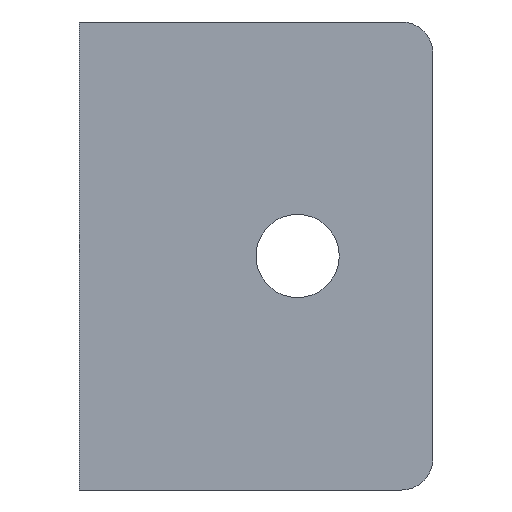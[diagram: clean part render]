
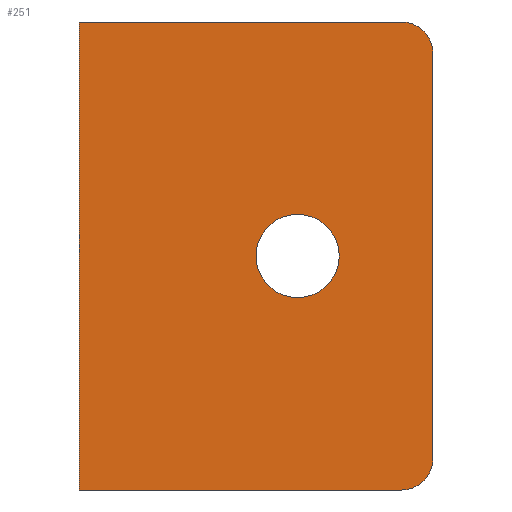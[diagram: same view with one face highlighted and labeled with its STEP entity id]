
A CAD part, left-side view. The second image highlights one B-rep face of the part: STEP entity #251.
In plain terms, the highlighted planar face has unit normal (-1, 0, 0).
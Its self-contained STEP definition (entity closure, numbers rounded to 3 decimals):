
#17=FACE_BOUND('',#51,.T.);
#24=PLANE('',#284);
#33=FACE_OUTER_BOUND('',#50,.T.);
#50=EDGE_LOOP('',(#186,#187,#188,#189,#190,#191));
#51=EDGE_LOOP('',(#192));
#71=LINE('',#398,#90);
#74=LINE('',#408,#93);
#75=LINE('',#410,#94);
#76=LINE('',#412,#95);
#90=VECTOR('',#319,10.);
#93=VECTOR('',#328,10.);
#94=VECTOR('',#329,10.);
#95=VECTOR('',#330,10.);
#108=CIRCLE('',#280,3.);
#111=CIRCLE('',#285,3.);
#112=CIRCLE('',#286,4.);
#123=VERTEX_POINT('',#391);
#124=VERTEX_POINT('',#393);
#125=VERTEX_POINT('',#397);
#129=VERTEX_POINT('',#407);
#130=VERTEX_POINT('',#409);
#131=VERTEX_POINT('',#411);
#132=VERTEX_POINT('',#414);
#145=EDGE_CURVE('',#123,#124,#108,.T.);
#147=EDGE_CURVE('',#124,#125,#71,.T.);
#152=EDGE_CURVE('',#129,#123,#74,.T.);
#153=EDGE_CURVE('',#130,#129,#75,.T.);
#154=EDGE_CURVE('',#131,#130,#76,.T.);
#155=EDGE_CURVE('',#125,#131,#111,.T.);
#156=EDGE_CURVE('',#132,#132,#112,.T.);
#186=ORIENTED_EDGE('',*,*,#145,.F.);
#187=ORIENTED_EDGE('',*,*,#152,.F.);
#188=ORIENTED_EDGE('',*,*,#153,.F.);
#189=ORIENTED_EDGE('',*,*,#154,.F.);
#190=ORIENTED_EDGE('',*,*,#155,.F.);
#191=ORIENTED_EDGE('',*,*,#147,.F.);
#192=ORIENTED_EDGE('',*,*,#156,.T.);
#251=ADVANCED_FACE('',(#33,#17),#24,.F.);
#280=AXIS2_PLACEMENT_3D('',#394,#314,#315);
#284=AXIS2_PLACEMENT_3D('',#406,#326,#327);
#285=AXIS2_PLACEMENT_3D('',#413,#331,#332);
#286=AXIS2_PLACEMENT_3D('',#415,#333,#334);
#314=DIRECTION('center_axis',(1.,0.,0.));
#315=DIRECTION('ref_axis',(0.,-0.707,0.707));
#319=DIRECTION('',(0.,0.,-1.));
#326=DIRECTION('center_axis',(1.,0.,0.));
#327=DIRECTION('ref_axis',(0.,0.,-1.));
#328=DIRECTION('',(0.,-1.,0.));
#329=DIRECTION('',(0.,0.,1.));
#330=DIRECTION('',(0.,1.,0.));
#331=DIRECTION('center_axis',(1.,0.,0.));
#332=DIRECTION('ref_axis',(0.,-0.707,-0.707));
#333=DIRECTION('center_axis',(1.,0.,0.));
#334=DIRECTION('ref_axis',(0.,0.,-1.));
#391=CARTESIAN_POINT('',(0.,3.,0.));
#393=CARTESIAN_POINT('',(0.,0.,-3.));
#394=CARTESIAN_POINT('Origin',(0.,3.,-3.));
#397=CARTESIAN_POINT('',(0.,0.,-42.));
#398=CARTESIAN_POINT('',(0.,0.,0.));
#406=CARTESIAN_POINT('Origin',(0.,17.,-22.5));
#407=CARTESIAN_POINT('',(0.,34.,0.));
#408=CARTESIAN_POINT('',(0.,34.,0.));
#409=CARTESIAN_POINT('',(0.,34.,-45.));
#410=CARTESIAN_POINT('',(0.,34.,-45.));
#411=CARTESIAN_POINT('',(0.,3.,-45.));
#412=CARTESIAN_POINT('',(0.,0.,-45.));
#413=CARTESIAN_POINT('Origin',(0.,3.,-42.));
#414=CARTESIAN_POINT('',(0.,13.,-18.5));
#415=CARTESIAN_POINT('Origin',(0.,13.,-22.5));
